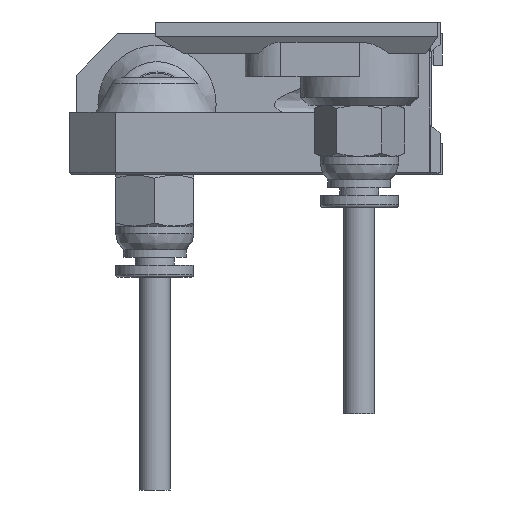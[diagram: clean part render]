
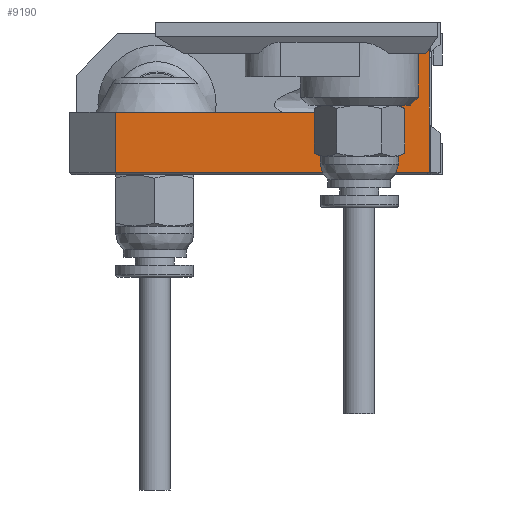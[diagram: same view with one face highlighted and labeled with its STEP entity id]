
A CAD part, left-side view. The second image highlights one B-rep face of the part: STEP entity #9190.
In plain terms, the highlighted planar face has unit normal (-1, 0, 0).
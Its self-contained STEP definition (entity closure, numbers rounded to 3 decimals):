
#272=PLANE('',#9797);
#799=FACE_OUTER_BOUND('',#1327,.T.);
#1327=EDGE_LOOP('',(#6433,#6434,#6435,#6436,#6437,#6438,#6439));
#2039=LINE('',#13434,#3065);
#2050=LINE('',#13455,#3076);
#2052=LINE('',#13459,#3078);
#2053=LINE('',#13461,#3079);
#2054=LINE('',#13463,#3080);
#2055=LINE('',#13465,#3081);
#2056=LINE('',#13466,#3082);
#3065=VECTOR('',#10528,10.);
#3076=VECTOR('',#10547,10.);
#3078=VECTOR('',#10551,10.);
#3079=VECTOR('',#10552,10.);
#3080=VECTOR('',#10553,10.);
#3081=VECTOR('',#10554,10.);
#3082=VECTOR('',#10555,10.);
#4103=VERTEX_POINT('',#13427);
#4105=VERTEX_POINT('',#13433);
#4111=VERTEX_POINT('',#13454);
#4112=VERTEX_POINT('',#13458);
#4113=VERTEX_POINT('',#13460);
#4114=VERTEX_POINT('',#13462);
#4115=VERTEX_POINT('',#13464);
#5011=EDGE_CURVE('',#4105,#4103,#2039,.T.);
#5022=EDGE_CURVE('',#4111,#4103,#2050,.T.);
#5024=EDGE_CURVE('',#4105,#4112,#2052,.T.);
#5025=EDGE_CURVE('',#4113,#4112,#2053,.T.);
#5026=EDGE_CURVE('',#4114,#4113,#2054,.T.);
#5027=EDGE_CURVE('',#4115,#4114,#2055,.T.);
#5028=EDGE_CURVE('',#4111,#4115,#2056,.T.);
#6433=ORIENTED_EDGE('',*,*,#5011,.F.);
#6434=ORIENTED_EDGE('',*,*,#5024,.T.);
#6435=ORIENTED_EDGE('',*,*,#5025,.F.);
#6436=ORIENTED_EDGE('',*,*,#5026,.F.);
#6437=ORIENTED_EDGE('',*,*,#5027,.F.);
#6438=ORIENTED_EDGE('',*,*,#5028,.F.);
#6439=ORIENTED_EDGE('',*,*,#5022,.T.);
#9190=ADVANCED_FACE('',(#799),#272,.T.);
#9797=AXIS2_PLACEMENT_3D('',#13457,#10549,#10550);
#10528=DIRECTION('',(0.,1.,0.));
#10547=DIRECTION('',(0.,0.,-1.));
#10549=DIRECTION('center_axis',(-1.,0.,0.));
#10550=DIRECTION('ref_axis',(0.,1.,0.));
#10551=DIRECTION('',(0.,0.,1.));
#10552=DIRECTION('',(0.,-1.,0.));
#10553=DIRECTION('',(0.,0.,1.));
#10554=DIRECTION('',(0.,-0.707,0.707));
#10555=DIRECTION('',(0.,-1.,0.));
#13427=CARTESIAN_POINT('',(0.,40.,-7.7));
#13433=CARTESIAN_POINT('',(0.,0.,-7.7));
#13434=CARTESIAN_POINT('',(0.,11.464,-7.7));
#13454=CARTESIAN_POINT('',(0.,40.,0.));
#13455=CARTESIAN_POINT('',(0.,40.,0.));
#13457=CARTESIAN_POINT('Origin',(0.,0.,0.));
#13458=CARTESIAN_POINT('',(0.,0.,8.5));
#13459=CARTESIAN_POINT('',(0.,0.,0.));
#13460=CARTESIAN_POINT('',(0.,8.,8.5));
#13461=CARTESIAN_POINT('',(0.,1.65,8.5));
#13462=CARTESIAN_POINT('',(0.,8.,3.));
#13463=CARTESIAN_POINT('',(0.,8.,0.));
#13464=CARTESIAN_POINT('',(0.,11.,0.));
#13465=CARTESIAN_POINT('',(0.,7.5,3.5));
#13466=CARTESIAN_POINT('',(0.,40.,0.));
